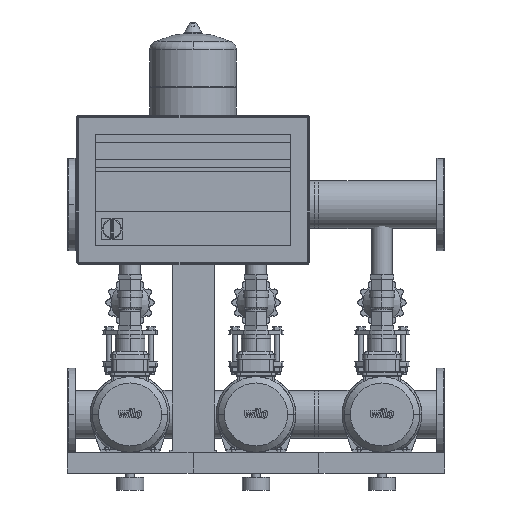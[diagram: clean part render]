
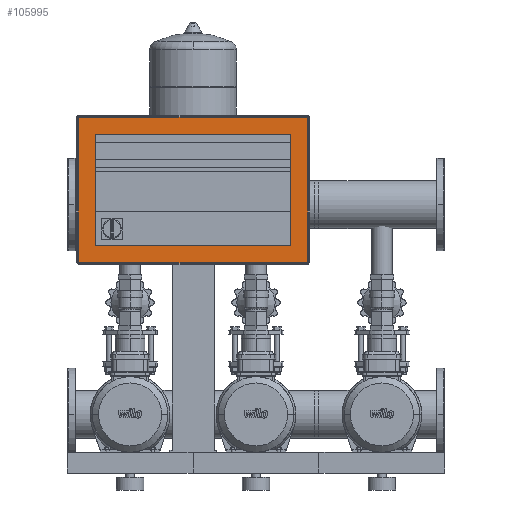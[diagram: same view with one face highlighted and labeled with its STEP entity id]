
A CAD part, front view. The second image highlights one B-rep face of the part: STEP entity #105995.
In plain terms, the highlighted planar face has unit normal (0, -1, 0).
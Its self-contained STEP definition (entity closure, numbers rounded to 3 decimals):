
#104701=CARTESIAN_POINT('',(67.,-380.0,848.0));
#104702=VERTEX_POINT('',#104701);
#104709=CARTESIAN_POINT('',(67.,-380.,582.0));
#104710=VERTEX_POINT('',#104709);
#104711=CARTESIAN_POINT('',(67.,-380.,582.0));
#104712=DIRECTION('',(0.0,0.0,1.0));
#104713=VECTOR('',#104712,266.0);
#104714=LINE('',#104711,#104713);
#104715=EDGE_CURVE('',#104710,#104702,#104714,.T.);
#104740=CARTESIAN_POINT('',(533.,-380.,582.));
#104741=VERTEX_POINT('',#104740);
#104742=CARTESIAN_POINT('',(533.,-380.,582.));
#104743=DIRECTION('',(-1.0,0.0,0.0));
#104744=VECTOR('',#104743,466.0);
#104745=LINE('',#104742,#104744);
#104746=EDGE_CURVE('',#104741,#104710,#104745,.T.);
#104771=CARTESIAN_POINT('',(533.0,-380.0,848.0));
#104772=VERTEX_POINT('',#104771);
#104773=CARTESIAN_POINT('',(533.0,-380.0,848.0));
#104774=DIRECTION('',(0.0,0.0,-1.0));
#104775=VECTOR('',#104774,266.);
#104776=LINE('',#104773,#104775);
#104777=EDGE_CURVE('',#104772,#104741,#104776,.T.);
#104800=CARTESIAN_POINT('',(67.,-380.0,848.0));
#104801=DIRECTION('',(1.0,0.0,0.0));
#104802=VECTOR('',#104801,466.0);
#104803=LINE('',#104800,#104802);
#104804=EDGE_CURVE('',#104702,#104772,#104803,.T.);
#105730=CARTESIAN_POINT('',(27.,-380.,545.0));
#105731=VERTEX_POINT('',#105730);
#105739=CARTESIAN_POINT('',(27.0,-380.0,885.0));
#105740=VERTEX_POINT('',#105739);
#105741=CARTESIAN_POINT('',(27.,-380.,545.0));
#105742=DIRECTION('',(0.0,0.0,1.0));
#105743=VECTOR('',#105742,340.0);
#105744=LINE('',#105741,#105743);
#105745=EDGE_CURVE('',#105731,#105740,#105744,.T.);
#105770=CARTESIAN_POINT('',(30.,-380.,542.0));
#105771=VERTEX_POINT('',#105770);
#105779=CARTESIAN_POINT('',(30.,-380.,545.0));
#105780=DIRECTION('',(0.,1.,0.));
#105781=DIRECTION('',(-0.707,0.,-0.707));
#105782=AXIS2_PLACEMENT_3D('',#105779,#105780,#105781);
#105783=CIRCLE('',#105782,3.);
#105784=EDGE_CURVE('',#105771,#105731,#105783,.T.);
#105796=CARTESIAN_POINT('',(30.0,-380.0,888.0));
#105797=VERTEX_POINT('',#105796);
#105815=CARTESIAN_POINT('',(30.0,-380.0,885.0));
#105816=DIRECTION('',(0.,1.0,0.));
#105817=DIRECTION('',(-0.707,0.,0.707));
#105818=AXIS2_PLACEMENT_3D('',#105815,#105816,#105817);
#105819=CIRCLE('',#105818,3.0);
#105820=EDGE_CURVE('',#105740,#105797,#105819,.T.);
#105830=CARTESIAN_POINT('',(570.,-380.,542.0));
#105831=VERTEX_POINT('',#105830);
#105839=CARTESIAN_POINT('',(570.,-380.,542.0));
#105840=DIRECTION('',(-1.0,0.0,0.0));
#105841=VECTOR('',#105840,540.0);
#105842=LINE('',#105839,#105841);
#105843=EDGE_CURVE('',#105831,#105771,#105842,.T.);
#105855=CARTESIAN_POINT('',(570.0,-380.0,888.0));
#105856=VERTEX_POINT('',#105855);
#105873=CARTESIAN_POINT('',(30.0,-380.0,888.0));
#105874=DIRECTION('',(1.0,0.0,0.0));
#105875=VECTOR('',#105874,540.0);
#105876=LINE('',#105873,#105875);
#105877=EDGE_CURVE('',#105797,#105856,#105876,.T.);
#105887=CARTESIAN_POINT('',(573.,-380.,545.0));
#105888=VERTEX_POINT('',#105887);
#105896=CARTESIAN_POINT('',(570.,-380.,545.0));
#105897=DIRECTION('',(0.,1.,0.));
#105898=DIRECTION('',(0.707,0.,-0.707));
#105899=AXIS2_PLACEMENT_3D('',#105896,#105897,#105898);
#105900=CIRCLE('',#105899,3.);
#105901=EDGE_CURVE('',#105888,#105831,#105900,.T.);
#105913=CARTESIAN_POINT('',(573.0,-380.0,885.0));
#105914=VERTEX_POINT('',#105913);
#105930=CARTESIAN_POINT('',(570.0,-380.0,885.0));
#105931=DIRECTION('',(0.,1.0,0.));
#105932=DIRECTION('',(0.707,0.,0.707));
#105933=AXIS2_PLACEMENT_3D('',#105930,#105931,#105932);
#105934=CIRCLE('',#105933,3.);
#105935=EDGE_CURVE('',#105856,#105914,#105934,.T.);
#105948=CARTESIAN_POINT('',(573.0,-380.0,885.0));
#105949=DIRECTION('',(0.0,0.0,-1.0));
#105950=VECTOR('',#105949,340.0);
#105951=LINE('',#105948,#105950);
#105952=EDGE_CURVE('',#105914,#105888,#105951,.T.);
#105974=CARTESIAN_POINT('',(300.,-380.,715.0));
#105975=DIRECTION('',(0.0,-1.0,0.0));
#105976=DIRECTION('',(1.0,0.0,0.0));
#105977=AXIS2_PLACEMENT_3D('',#105974,#105975,#105976);
#105978=PLANE('',#105977);
#105979=ORIENTED_EDGE('',*,*,#105745,.F.);
#105980=ORIENTED_EDGE('',*,*,#105784,.F.);
#105981=ORIENTED_EDGE('',*,*,#105843,.F.);
#105982=ORIENTED_EDGE('',*,*,#105901,.F.);
#105983=ORIENTED_EDGE('',*,*,#105952,.F.);
#105984=ORIENTED_EDGE('',*,*,#105935,.F.);
#105985=ORIENTED_EDGE('',*,*,#105877,.F.);
#105986=ORIENTED_EDGE('',*,*,#105820,.F.);
#105987=EDGE_LOOP('',(#105979,#105980,#105981,#105982,#105983,#105984,#105985,#105986));
#105988=FACE_OUTER_BOUND('',#105987,.T.);
#105989=ORIENTED_EDGE('',*,*,#104715,.T.);
#105990=ORIENTED_EDGE('',*,*,#104804,.T.);
#105991=ORIENTED_EDGE('',*,*,#104777,.T.);
#105992=ORIENTED_EDGE('',*,*,#104746,.T.);
#105993=EDGE_LOOP('',(#105989,#105990,#105991,#105992));
#105994=FACE_BOUND('',#105993,.T.);
#105995=ADVANCED_FACE('',(#105988,#105994),#105978,.T.);
